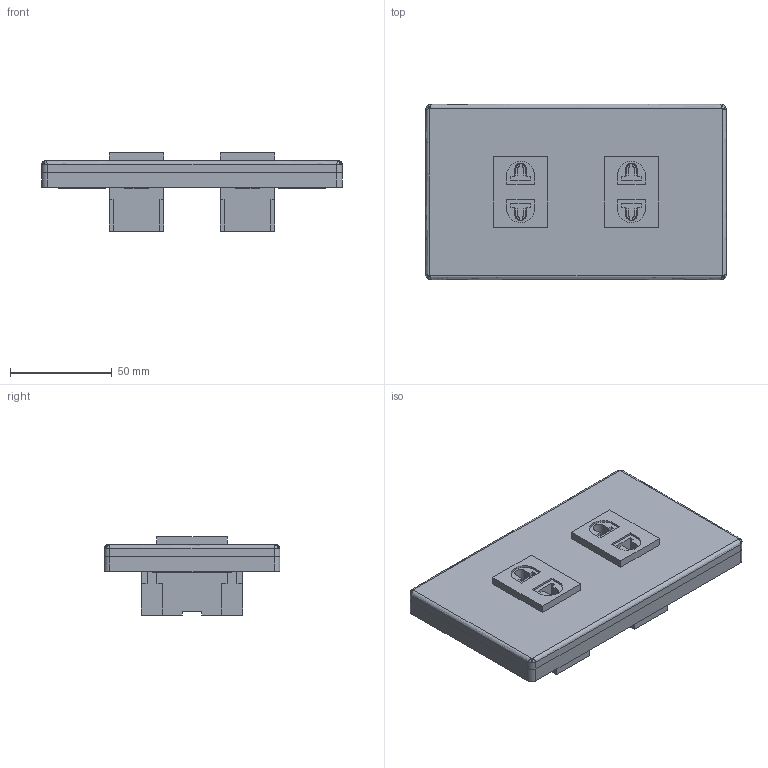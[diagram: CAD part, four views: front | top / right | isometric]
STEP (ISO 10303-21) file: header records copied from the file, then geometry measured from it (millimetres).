
FILE_DESCRIPTION(('FreeCAD Model'),'2;1');
FILE_NAME('Open CASCADE Shape Model','2025-04-28T06:45:48',('FreeCAD'),( 'FreeCAD'),'Open CASCADE STEP processor 7.6','FreeCAD','Unknown');
FILE_SCHEMA(('AUTOMOTIVE_DESIGN { 1 0 10303 214 1 1 1 1 }'));
Length unit declared in the file: millimetre
Products named in the file (1): Open CASCADE STEP translator 7.6 1
Bounding box: 147.44 x 86.17 x 38.3 mm (x, y, z)
Volume: 25520.7 mm3; surface area: 78212.1 mm2
Topology: 31 solids, 255 shells, 538 faces, 1860 edges, 1590 vertices
Faces by surface type: bspline 538
Entity records: 19402 total; most frequent: CARTESIAN_POINT 9199, ORIENTED_EDGE 2534, EDGE_CURVE 1852, VERTEX_POINT 1590, B_SPLINE_CURVE_WITH_KNOTS 1568, FACE_BOUND 588, EDGE_LOOP 588, ADVANCED_FACE 538
